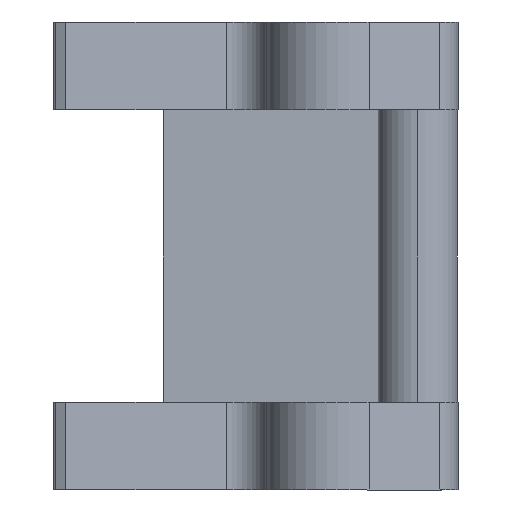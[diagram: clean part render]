
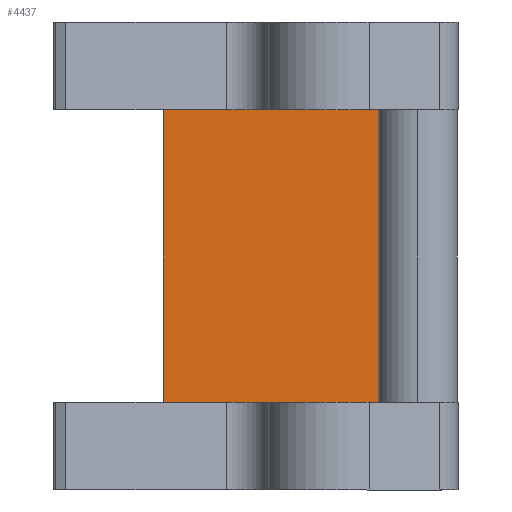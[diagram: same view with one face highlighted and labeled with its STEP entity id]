
A CAD part, front view. The second image highlights one B-rep face of the part: STEP entity #4437.
In plain terms, the highlighted planar face has unit normal (0.014, -1, 0).
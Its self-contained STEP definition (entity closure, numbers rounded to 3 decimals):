
#42 = CARTESIAN_POINT ( 'NONE',  ( -57.733, 31.58, 12.5 ) ) ;
#159 = VECTOR ( 'NONE', #977, 1000. ) ;
#182 = ORIENTED_EDGE ( 'NONE', *, *, #722, .F. ) ;
#206 = DIRECTION ( 'NONE',  ( 1., 0.014, 0. ) ) ;
#378 = LINE ( 'NONE', #2818, #4602 ) ;
#401 = FACE_OUTER_BOUND ( 'NONE', #1551, .T. ) ;
#581 = CARTESIAN_POINT ( 'NONE',  ( -14.53, 32.195, -12.5 ) ) ;
#616 = LINE ( 'NONE', #2035, #2853 ) ;
#715 = VERTEX_POINT ( 'NONE', #3099 ) ;
#722 = EDGE_CURVE ( 'NONE', #2047, #715, #616, .T. ) ;
#752 = CARTESIAN_POINT ( 'NONE',  ( 6.761, 32.498, -12.5 ) ) ;
#953 = CARTESIAN_POINT ( 'NONE',  ( 6.761, 32.498, 12.5 ) ) ;
#977 = DIRECTION ( 'NONE',  ( 1., 0.014, 0. ) ) ;
#1417 = ORIENTED_EDGE ( 'NONE', *, *, #2740, .F. ) ;
#1472 = DIRECTION ( 'NONE',  ( -0.014, 1., 0. ) ) ;
#1551 = EDGE_LOOP ( 'NONE', ( #3253, #2309, #1417, #182 ) ) ;
#1982 = VERTEX_POINT ( 'NONE', #953 ) ;
#2035 = CARTESIAN_POINT ( 'NONE',  ( -14.53, 32.195, -20. ) ) ;
#2047 = VERTEX_POINT ( 'NONE', #581 ) ;
#2132 = EDGE_CURVE ( 'NONE', #2047, #3892, #2428, .T. ) ;
#2309 = ORIENTED_EDGE ( 'NONE', *, *, #3820, .T. ) ;
#2338 = LINE ( 'NONE', #3787, #4375 ) ;
#2424 = DIRECTION ( 'NONE',  ( -1., -0.014, 0. ) ) ;
#2428 = LINE ( 'NONE', #4302, #159 ) ;
#2457 = DIRECTION ( 'NONE',  ( 0., 0., 1. ) ) ;
#2740 = EDGE_CURVE ( 'NONE', #715, #1982, #2338, .T. ) ;
#2818 = CARTESIAN_POINT ( 'NONE',  ( 6.761, 32.498, 12.5 ) ) ;
#2853 = VECTOR ( 'NONE', #2457, 1000. ) ;
#3097 = AXIS2_PLACEMENT_3D ( 'NONE', #42, #1472, #2424 ) ;
#3099 = CARTESIAN_POINT ( 'NONE',  ( -14.53, 32.195, 12.5 ) ) ;
#3253 = ORIENTED_EDGE ( 'NONE', *, *, #2132, .T. ) ;
#3268 = PLANE ( 'NONE',  #3097 ) ;
#3504 = DIRECTION ( 'NONE',  ( 0., 0., 1. ) ) ;
#3787 = CARTESIAN_POINT ( 'NONE',  ( -57.733, 31.58, 12.5 ) ) ;
#3820 = EDGE_CURVE ( 'NONE', #3892, #1982, #378, .T. ) ;
#3892 = VERTEX_POINT ( 'NONE', #752 ) ;
#4302 = CARTESIAN_POINT ( 'NONE',  ( -57.733, 31.58, -12.5 ) ) ;
#4375 = VECTOR ( 'NONE', #206, 1000. ) ;
#4437 = ADVANCED_FACE ( 'NONE', ( #401 ), #3268, .F. ) ;
#4602 = VECTOR ( 'NONE', #3504, 1000. ) ;
